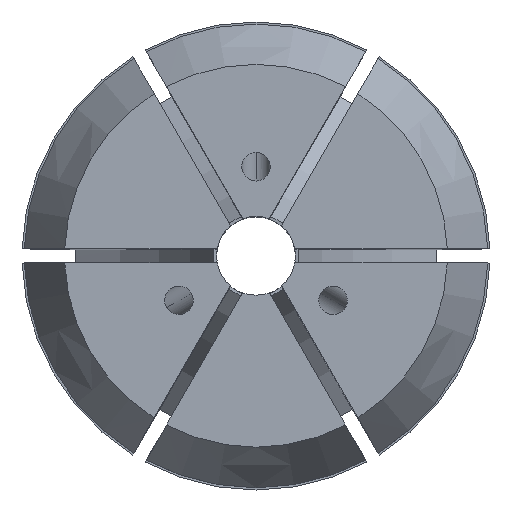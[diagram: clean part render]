
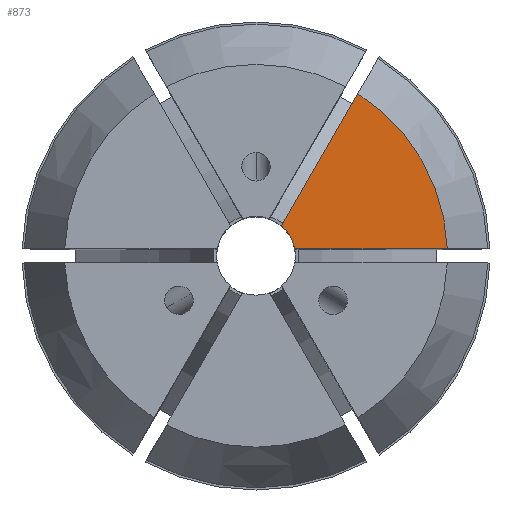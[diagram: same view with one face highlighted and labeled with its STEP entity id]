
A CAD part, top view. The second image highlights one B-rep face of the part: STEP entity #873.
In plain terms, the highlighted planar face has unit normal (0, 0, 1).
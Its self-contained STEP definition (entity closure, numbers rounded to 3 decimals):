
#51 = EDGE_CURVE ( 'NONE', #1075, #2118, #123, .T. ) ;
#123 = LINE ( 'NONE', #621, #2057 ) ;
#132 = VERTEX_POINT ( 'NONE', #2994 ) ;
#138 = ORIENTED_EDGE ( 'NONE', *, *, #1424, .F. ) ;
#471 = CARTESIAN_POINT ( 'NONE',  ( 1.799, 2.117, 40. ) ) ;
#621 = CARTESIAN_POINT ( 'NONE',  ( 6.278, 9.875, 40. ) ) ;
#628 = AXIS2_PLACEMENT_3D ( 'NONE', #2147, #3049, #1218 ) ;
#804 = PLANE ( 'NONE',  #3001 ) ;
#873 = ADVANCED_FACE ( 'NONE', ( #3437 ), #804, .T. ) ;
#897 = DIRECTION ( 'NONE',  ( 0.5, 0.866, 0. ) ) ;
#999 = EDGE_LOOP ( 'NONE', ( #3218, #138, #2439, #3597 ) ) ;
#1075 = VERTEX_POINT ( 'NONE', #471 ) ;
#1108 = DIRECTION ( 'NONE',  ( 0., 0., 1. ) ) ;
#1166 = CARTESIAN_POINT ( 'NONE',  ( 0., 0., 40. ) ) ;
#1218 = DIRECTION ( 'NONE',  ( -1., 0., 0. ) ) ;
#1347 = EDGE_CURVE ( 'NONE', #132, #2388, #2440, .T. ) ;
#1408 = CIRCLE ( 'NONE', #628, 13.499 ) ;
#1424 = EDGE_CURVE ( 'NONE', #2388, #1075, #2490, .T. ) ;
#1507 = EDGE_CURVE ( 'NONE', #2118, #132, #1408, .T. ) ;
#1795 = CARTESIAN_POINT ( 'NONE',  ( 7.178, 11.433, 40. ) ) ;
#1809 = CARTESIAN_POINT ( 'NONE',  ( 0., 0.5, 40. ) ) ;
#2057 = VECTOR ( 'NONE', #897, 1000. ) ;
#2118 = VERTEX_POINT ( 'NONE', #1795 ) ;
#2147 = CARTESIAN_POINT ( 'NONE',  ( 0., 0., 40. ) ) ;
#2388 = VERTEX_POINT ( 'NONE', #2555 ) ;
#2439 = ORIENTED_EDGE ( 'NONE', *, *, #1347, .F. ) ;
#2440 = LINE ( 'NONE', #1809, #3618 ) ;
#2490 = CIRCLE ( 'NONE', #3542, 2.778 ) ;
#2555 = CARTESIAN_POINT ( 'NONE',  ( 2.733, 0.5, 40. ) ) ;
#2920 = CARTESIAN_POINT ( 'NONE',  ( 0., 13.499, 40. ) ) ;
#2976 = DIRECTION ( 'NONE',  ( 1., 0., 0. ) ) ;
#2994 = CARTESIAN_POINT ( 'NONE',  ( 13.49, 0.5, 40. ) ) ;
#3001 = AXIS2_PLACEMENT_3D ( 'NONE', #2920, #1108, #2976 ) ;
#3049 = DIRECTION ( 'NONE',  ( 0., 0., -1. ) ) ;
#3218 = ORIENTED_EDGE ( 'NONE', *, *, #51, .F. ) ;
#3437 = FACE_OUTER_BOUND ( 'NONE', #999, .T. ) ;
#3542 = AXIS2_PLACEMENT_3D ( 'NONE', #1166, #3589, #3893 ) ;
#3589 = DIRECTION ( 'NONE',  ( 0., 0., 1. ) ) ;
#3597 = ORIENTED_EDGE ( 'NONE', *, *, #1507, .F. ) ;
#3618 = VECTOR ( 'NONE', #3905, 1000. ) ;
#3893 = DIRECTION ( 'NONE',  ( 1., 0., 0. ) ) ;
#3905 = DIRECTION ( 'NONE',  ( -1., 0., 0. ) ) ;
